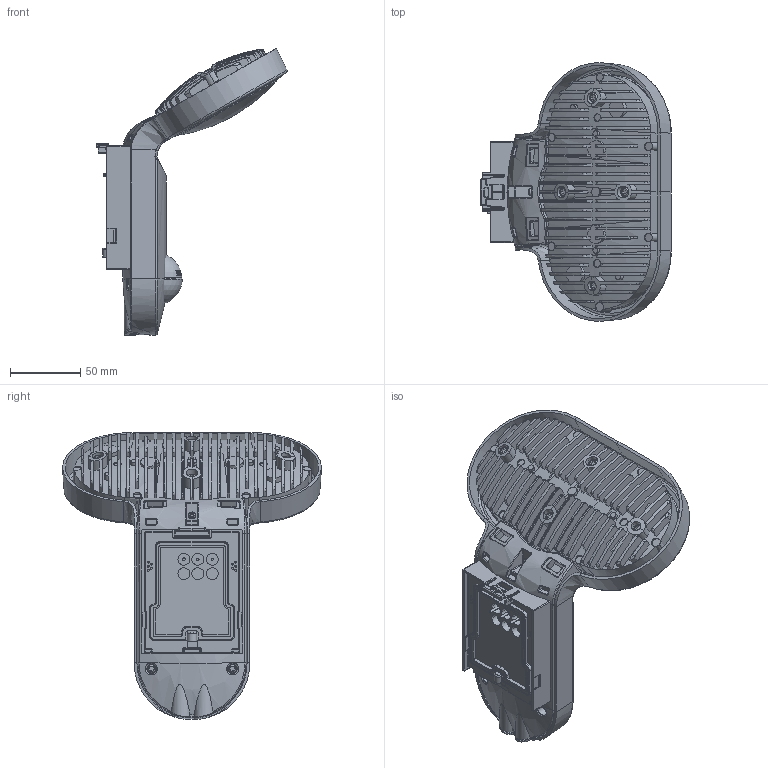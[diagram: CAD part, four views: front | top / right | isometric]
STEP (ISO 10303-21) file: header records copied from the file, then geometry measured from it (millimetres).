
FILE_DESCRIPTION((''),'2;1');
FILE_NAME('');
FILE_SCHEMA(('CONFIG_CONTROL_DESIGN'));
Products named in the file (1): EL10750809
Bounding box: 135.66 x 184.4 x 204.36 mm (x, y, z)
Volume: 631740.2 mm3; surface area: 211677.4 mm2
Topology: 15 solids, 15 shells, 1619 faces, 4150 edges, 2585 vertices
Faces by surface type: bspline 585, plane 493, cylinder 417, torus 59, sphere 36, cone 18, revolution 8, extrusion 3
Entity records: 81854 total; most frequent: CARTESIAN_POINT 50022, ORIENTED_EDGE 8212, EDGE_CURVE 4106, DIRECTION 3568, VERTEX_POINT 2585, B_SPLINE_CURVE_WITH_KNOTS 2095, EDGE_LOOP 1693, ADVANCED_FACE 1619
